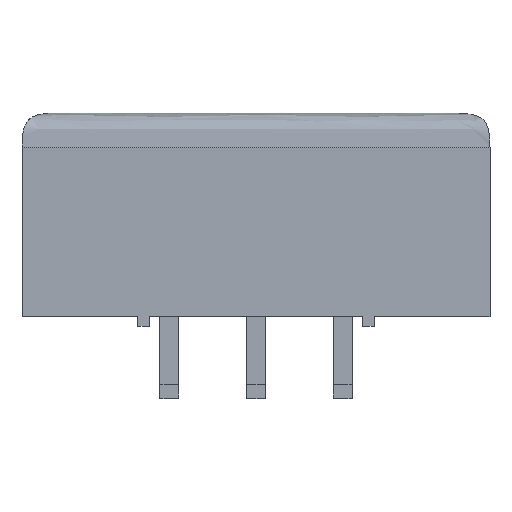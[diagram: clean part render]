
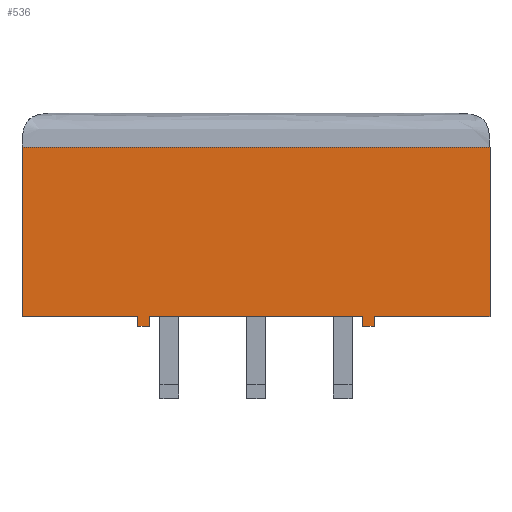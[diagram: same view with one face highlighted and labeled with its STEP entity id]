
A CAD part, top view. The second image highlights one B-rep face of the part: STEP entity #536.
In plain terms, the highlighted planar face has unit normal (0, 0, 1).
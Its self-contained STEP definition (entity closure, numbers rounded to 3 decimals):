
#6 = CARTESIAN_POINT ( 'NONE',  ( 6.85, 4.95, 6.2 ) ) ;
#92 = LINE ( 'NONE', #1374, #1664 ) ;
#160 = CARTESIAN_POINT ( 'NONE',  ( -3.461, -0.3, 6.2 ) ) ;
#227 = EDGE_CURVE ( 'NONE', #1402, #5351, #4605, .T. ) ;
#241 = CARTESIAN_POINT ( 'NONE',  ( -6.85, 5.95, 6.2 ) ) ;
#419 = CARTESIAN_POINT ( 'NONE',  ( 3.461, 0., 6.2 ) ) ;
#501 = VECTOR ( 'NONE', #4598, 1000. ) ;
#507 = DIRECTION ( 'NONE',  ( 1., 0., 0. ) ) ;
#509 = CARTESIAN_POINT ( 'NONE',  ( 3.461, -0.3, 6.2 ) ) ;
#520 = DIRECTION ( 'NONE',  ( 1., 0., 0. ) ) ;
#536 = ADVANCED_FACE ( 'NONE', ( #3283 ), #776, .F. ) ;
#658 = VERTEX_POINT ( 'NONE', #3507 ) ;
#716 = ORIENTED_EDGE ( 'NONE', *, *, #5196, .F. ) ;
#776 = PLANE ( 'NONE',  #1373 ) ;
#812 = VERTEX_POINT ( 'NONE', #874 ) ;
#874 = CARTESIAN_POINT ( 'NONE',  ( -6.85, 0., 6.2 ) ) ;
#972 = VERTEX_POINT ( 'NONE', #3706 ) ;
#983 = VERTEX_POINT ( 'NONE', #4138 ) ;
#1031 = EDGE_CURVE ( 'NONE', #658, #983, #3505, .T. ) ;
#1041 = ORIENTED_EDGE ( 'NONE', *, *, #3376, .T. ) ;
#1069 = ORIENTED_EDGE ( 'NONE', *, *, #3642, .F. ) ;
#1079 = ORIENTED_EDGE ( 'NONE', *, *, #3635, .T. ) ;
#1124 = CARTESIAN_POINT ( 'NONE',  ( -6.85, 4.95, 6.2 ) ) ;
#1135 = ORIENTED_EDGE ( 'NONE', *, *, #1031, .T. ) ;
#1185 = B_SPLINE_CURVE_WITH_KNOTS ( 'NONE', 3,
 ( #6, #3801, #3413, #1362 ),
 .UNSPECIFIED., .F., .F.,
 ( 4, 4 ),
 ( 0., 1. ),
 .UNSPECIFIED. ) ;
#1333 = LINE ( 'NONE', #419, #2924 ) ;
#1362 = CARTESIAN_POINT ( 'NONE',  ( -6.85, 4.95, 6.2 ) ) ;
#1363 = ORIENTED_EDGE ( 'NONE', *, *, #3178, .T. ) ;
#1373 = AXIS2_PLACEMENT_3D ( 'NONE', #5455, #3306, #4172 ) ;
#1374 = CARTESIAN_POINT ( 'NONE',  ( -6.85, 0., 6.2 ) ) ;
#1402 = VERTEX_POINT ( 'NONE', #509 ) ;
#1422 = VECTOR ( 'NONE', #4534, 1000. ) ;
#1449 = VERTEX_POINT ( 'NONE', #4681 ) ;
#1508 = LINE ( 'NONE', #3324, #1422 ) ;
#1511 = LINE ( 'NONE', #2652, #3010 ) ;
#1592 = ORIENTED_EDGE ( 'NONE', *, *, #227, .F. ) ;
#1620 = DIRECTION ( 'NONE',  ( -1., 0., 0. ) ) ;
#1664 = VECTOR ( 'NONE', #507, 1000. ) ;
#1706 = VECTOR ( 'NONE', #2824, 1000. ) ;
#1922 = CARTESIAN_POINT ( 'NONE',  ( 3.461, 0., 6.2 ) ) ;
#2177 = EDGE_LOOP ( 'NONE', ( #716, #1041, #4455, #1363, #3922, #3752, #1079, #1135, #1069, #1592, #2266, #4704 ) ) ;
#2266 = ORIENTED_EDGE ( 'NONE', *, *, #3293, .F. ) ;
#2462 = LINE ( 'NONE', #241, #1706 ) ;
#2652 = CARTESIAN_POINT ( 'NONE',  ( 6.85, 5.95, 6.2 ) ) ;
#2824 = DIRECTION ( 'NONE',  ( 0., -1., 0. ) ) ;
#2846 = VERTEX_POINT ( 'NONE', #1124 ) ;
#2855 = CARTESIAN_POINT ( 'NONE',  ( -3.461, 0., 6.2 ) ) ;
#2866 = VECTOR ( 'NONE', #4158, 1000. ) ;
#2874 = CARTESIAN_POINT ( 'NONE',  ( 3.461, -0.3, 6.2 ) ) ;
#2924 = VECTOR ( 'NONE', #5519, 1000. ) ;
#2967 = CARTESIAN_POINT ( 'NONE',  ( 3.119, -0.3, 6.2 ) ) ;
#3001 = CARTESIAN_POINT ( 'NONE',  ( -3.461, 0., 6.2 ) ) ;
#3010 = VECTOR ( 'NONE', #4439, 1000. ) ;
#3178 = EDGE_CURVE ( 'NONE', #812, #5044, #4450, .T. ) ;
#3273 = CARTESIAN_POINT ( 'NONE',  ( 3.119, 0., 6.2 ) ) ;
#3283 = FACE_OUTER_BOUND ( 'NONE', #2177, .T. ) ;
#3293 = EDGE_CURVE ( 'NONE', #5465, #1402, #1333, .T. ) ;
#3306 = DIRECTION ( 'NONE',  ( 0., 0., -1. ) ) ;
#3324 = CARTESIAN_POINT ( 'NONE',  ( -3.119, 0., 6.2 ) ) ;
#3376 = EDGE_CURVE ( 'NONE', #1449, #2846, #1185, .T. ) ;
#3413 = CARTESIAN_POINT ( 'NONE',  ( -2.283, 4.95, 6.2 ) ) ;
#3484 = VERTEX_POINT ( 'NONE', #160 ) ;
#3505 = LINE ( 'NONE', #3623, #4306 ) ;
#3507 = CARTESIAN_POINT ( 'NONE',  ( -3.119, 0., 6.2 ) ) ;
#3623 = CARTESIAN_POINT ( 'NONE',  ( -6.85, 0., 6.2 ) ) ;
#3635 = EDGE_CURVE ( 'NONE', #4686, #658, #1508, .T. ) ;
#3642 = EDGE_CURVE ( 'NONE', #5351, #983, #3736, .T. ) ;
#3671 = LINE ( 'NONE', #4552, #2866 ) ;
#3706 = CARTESIAN_POINT ( 'NONE',  ( 6.85, 0., 6.2 ) ) ;
#3716 = EDGE_CURVE ( 'NONE', #2846, #812, #2462, .T. ) ;
#3736 = LINE ( 'NONE', #3273, #5428 ) ;
#3752 = ORIENTED_EDGE ( 'NONE', *, *, #3921, .T. ) ;
#3756 = VECTOR ( 'NONE', #1620, 1000. ) ;
#3801 = CARTESIAN_POINT ( 'NONE',  ( 2.283, 4.95, 6.2 ) ) ;
#3921 = EDGE_CURVE ( 'NONE', #3484, #4686, #3671, .T. ) ;
#3922 = ORIENTED_EDGE ( 'NONE', *, *, #4932, .T. ) ;
#4138 = CARTESIAN_POINT ( 'NONE',  ( 3.119, 0., 6.2 ) ) ;
#4151 = EDGE_CURVE ( 'NONE', #5465, #972, #92, .T. ) ;
#4158 = DIRECTION ( 'NONE',  ( 1., 0., 0. ) ) ;
#4172 = DIRECTION ( 'NONE',  ( -1., 0., 0. ) ) ;
#4306 = VECTOR ( 'NONE', #520, 1000. ) ;
#4439 = DIRECTION ( 'NONE',  ( 0., -1., 0. ) ) ;
#4450 = LINE ( 'NONE', #4930, #4546 ) ;
#4455 = ORIENTED_EDGE ( 'NONE', *, *, #3716, .T. ) ;
#4534 = DIRECTION ( 'NONE',  ( 0., 1., 0. ) ) ;
#4546 = VECTOR ( 'NONE', #4836, 1000. ) ;
#4552 = CARTESIAN_POINT ( 'NONE',  ( -3.461, -0.3, 6.2 ) ) ;
#4598 = DIRECTION ( 'NONE',  ( 0., -1., 0. ) ) ;
#4605 = LINE ( 'NONE', #2874, #3756 ) ;
#4681 = CARTESIAN_POINT ( 'NONE',  ( 6.85, 4.95, 6.2 ) ) ;
#4686 = VERTEX_POINT ( 'NONE', #5218 ) ;
#4704 = ORIENTED_EDGE ( 'NONE', *, *, #4151, .T. ) ;
#4836 = DIRECTION ( 'NONE',  ( 1., 0., 0. ) ) ;
#4930 = CARTESIAN_POINT ( 'NONE',  ( -6.85, 0., 6.2 ) ) ;
#4932 = EDGE_CURVE ( 'NONE', #5044, #3484, #5454, .T. ) ;
#5044 = VERTEX_POINT ( 'NONE', #3001 ) ;
#5196 = EDGE_CURVE ( 'NONE', #1449, #972, #1511, .T. ) ;
#5218 = CARTESIAN_POINT ( 'NONE',  ( -3.119, -0.3, 6.2 ) ) ;
#5351 = VERTEX_POINT ( 'NONE', #2967 ) ;
#5421 = DIRECTION ( 'NONE',  ( 0., 1., 0. ) ) ;
#5428 = VECTOR ( 'NONE', #5421, 1000. ) ;
#5455 = CARTESIAN_POINT ( 'NONE',  ( -6.85, 5.95, 6.2 ) ) ;
#5454 = LINE ( 'NONE', #2855, #501 ) ;
#5465 = VERTEX_POINT ( 'NONE', #1922 ) ;
#5519 = DIRECTION ( 'NONE',  ( 0., -1., 0. ) ) ;
